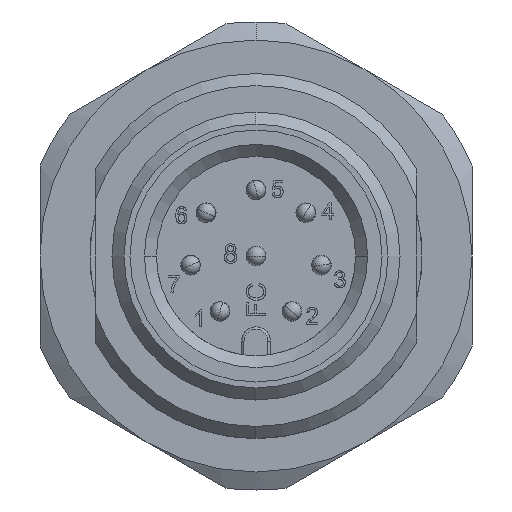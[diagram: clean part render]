
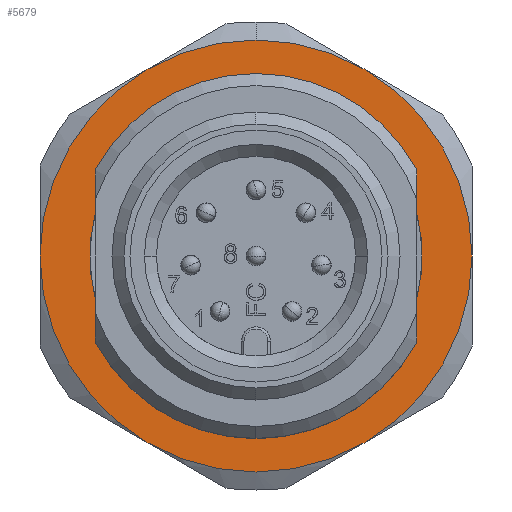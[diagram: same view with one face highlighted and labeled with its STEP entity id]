
A CAD part, left-side view. The second image highlights one B-rep face of the part: STEP entity #5679.
In plain terms, the highlighted planar face has unit normal (-1, 0, 0).
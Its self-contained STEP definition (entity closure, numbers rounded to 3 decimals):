
#960=DIRECTION('',(0.,0.,1.));
#961=VECTOR('',#960,1.817);
#962=CARTESIAN_POINT('',(15.5,-6.7,1.771));
#963=LINE('',#962,#961);
#964=DIRECTION('',(0.,0.,1.));
#965=VECTOR('',#964,1.817);
#966=CARTESIAN_POINT('',(15.5,-6.7,-3.587));
#967=LINE('',#966,#965);
#972=CARTESIAN_POINT('',(15.5,0.,0.));
#973=DIRECTION('',(-1.,0.,0.));
#974=DIRECTION('',(0.,1.,0.));
#975=AXIS2_PLACEMENT_3D('',#972,#973,#974);
#977=CARTESIAN_POINT('',(15.5,0.,0.));
#978=DIRECTION('',(-1.,0.,0.));
#979=DIRECTION('',(0.,0.5,0.866));
#980=AXIS2_PLACEMENT_3D('',#977,#978,#979);
#982=CARTESIAN_POINT('',(15.5,0.,0.));
#983=DIRECTION('',(-1.,0.,0.));
#984=DIRECTION('',(0.,0.,1.));
#985=AXIS2_PLACEMENT_3D('',#982,#983,#984);
#987=CARTESIAN_POINT('',(15.5,0.,0.));
#988=DIRECTION('',(-1.,0.,0.));
#989=DIRECTION('',(0.,-0.5,0.866));
#990=AXIS2_PLACEMENT_3D('',#987,#988,#989);
#992=CARTESIAN_POINT('',(15.5,0.,0.));
#993=DIRECTION('',(-1.,0.,0.));
#994=DIRECTION('',(0.,-1.,0.));
#995=AXIS2_PLACEMENT_3D('',#992,#993,#994);
#997=CARTESIAN_POINT('',(15.5,0.,0.));
#998=DIRECTION('',(-1.,0.,0.));
#999=DIRECTION('',(0.,-0.5,-0.866));
#1000=AXIS2_PLACEMENT_3D('',#997,#998,#999);
#1002=CARTESIAN_POINT('',(15.5,0.,0.));
#1003=DIRECTION('',(-1.,0.,0.));
#1004=DIRECTION('',(0.,0.,-1.));
#1005=AXIS2_PLACEMENT_3D('',#1002,#1003,#1004);
#1007=CARTESIAN_POINT('',(15.5,0.,0.));
#1008=DIRECTION('',(-1.,0.,0.));
#1009=DIRECTION('',(0.,0.5,-0.866));
#1010=AXIS2_PLACEMENT_3D('',#1007,#1008,#1009);
#1012=CARTESIAN_POINT('',(15.5,0.,0.));
#1013=DIRECTION('',(1.,0.,0.));
#1014=DIRECTION('',(0.,0.967,-0.255));
#1015=AXIS2_PLACEMENT_3D('',#1012,#1013,#1014);
#1017=CARTESIAN_POINT('',(15.5,0.,0.));
#1018=DIRECTION('',(1.,0.,0.));
#1019=DIRECTION('',(0.,-0.882,-0.472));
#1020=AXIS2_PLACEMENT_3D('',#1017,#1018,#1019);
#1022=CARTESIAN_POINT('',(15.5,0.,0.));
#1023=DIRECTION('',(1.,0.,0.));
#1024=DIRECTION('',(0.,-0.967,0.255));
#1025=AXIS2_PLACEMENT_3D('',#1022,#1023,#1024);
#1027=CARTESIAN_POINT('',(15.5,0.,0.));
#1028=DIRECTION('',(1.,0.,0.));
#1029=DIRECTION('',(0.,0.,1.));
#1030=AXIS2_PLACEMENT_3D('',#1027,#1028,#1029);
#1032=CARTESIAN_POINT('',(15.5,0.,0.));
#1033=DIRECTION('',(1.,0.,0.));
#1034=DIRECTION('',(0.,0.882,0.472));
#1035=AXIS2_PLACEMENT_3D('',#1032,#1033,#1034);
#1042=CARTESIAN_POINT('',(15.5,4.5,-7.794));
#1251=CARTESIAN_POINT('',(15.5,4.5,7.794));
#1317=CARTESIAN_POINT('',(15.5,9.,0.));
#2008=CARTESIAN_POINT('',(15.5,-4.5,-7.794));
#2075=DIRECTION('',(0.,0.,-1.));
#2076=VECTOR('',#2075,1.817);
#2077=CARTESIAN_POINT('',(15.5,6.7,-1.771));
#2078=LINE('',#2077,#2076);
#2079=DIRECTION('',(0.,0.,-1.));
#2080=VECTOR('',#2079,1.817);
#2081=CARTESIAN_POINT('',(15.5,6.7,3.587));
#2082=LINE('',#2081,#2080);
#4092=CARTESIAN_POINT('',(15.5,-6.7,-3.587));
#4094=VERTEX_POINT('',#4092);
#4165=VERTEX_POINT('',#1251);
#4224=CARTESIAN_POINT('',(15.5,-6.7,-1.771));
#4225=VERTEX_POINT('',#4224);
#4232=CARTESIAN_POINT('',(15.5,0.,9.));
#4233=VERTEX_POINT('',#4232);
#4282=CARTESIAN_POINT('',(15.5,6.7,-3.587));
#4284=VERTEX_POINT('',#4282);
#4287=CARTESIAN_POINT('',(15.5,6.7,-1.771));
#4289=VERTEX_POINT('',#4287);
#4359=CARTESIAN_POINT('',(15.5,-4.5,7.794));
#4360=VERTEX_POINT('',#4359);
#4497=VERTEX_POINT('',#1317);
#4604=VERTEX_POINT('',#2008);
#4640=CARTESIAN_POINT('',(15.5,6.7,3.587));
#4641=CARTESIAN_POINT('',(15.5,0.,7.6));
#4642=VERTEX_POINT('',#4640);
#4643=VERTEX_POINT('',#4641);
#4690=VERTEX_POINT('',#1042);
#4711=CARTESIAN_POINT('',(15.5,-9.,0.));
#4712=VERTEX_POINT('',#4711);
#4736=CARTESIAN_POINT('',(15.5,6.7,1.771));
#4737=VERTEX_POINT('',#4736);
#4778=CARTESIAN_POINT('',(15.5,-6.7,3.587));
#4780=VERTEX_POINT('',#4778);
#4862=CARTESIAN_POINT('',(15.5,-6.7,1.771));
#4863=VERTEX_POINT('',#4862);
#4906=CARTESIAN_POINT('',(15.5,0.,-9.));
#4907=VERTEX_POINT('',#4906);
#5638=CARTESIAN_POINT('',(15.5,0.,0.));
#5639=DIRECTION('',(1.,0.,0.));
#5640=DIRECTION('',(0.,0.,-1.));
#5641=AXIS2_PLACEMENT_3D('',#5638,#5639,#5640);
#5642=PLANE('',#5641);
#5644=ORIENTED_EDGE('',*,*,#5643,.F.);
#5646=ORIENTED_EDGE('',*,*,#5645,.F.);
#5648=ORIENTED_EDGE('',*,*,#5647,.F.);
#5650=ORIENTED_EDGE('',*,*,#5649,.F.);
#5652=ORIENTED_EDGE('',*,*,#5651,.F.);
#5654=ORIENTED_EDGE('',*,*,#5653,.F.);
#5656=ORIENTED_EDGE('',*,*,#5655,.F.);
#5658=ORIENTED_EDGE('',*,*,#5657,.F.);
#5659=EDGE_LOOP('',(#5644,#5646,#5648,#5650,#5652,#5654,#5656,#5658));
#5660=FACE_OUTER_BOUND('',#5659,.F.);
#5662=ORIENTED_EDGE('',*,*,#5661,.F.);
#5664=ORIENTED_EDGE('',*,*,#5663,.T.);
#5666=ORIENTED_EDGE('',*,*,#5665,.F.);
#5667=ORIENTED_EDGE('',*,*,#5625,.T.);
#5669=ORIENTED_EDGE('',*,*,#5668,.F.);
#5670=ORIENTED_EDGE('',*,*,#5613,.T.);
#5672=ORIENTED_EDGE('',*,*,#5671,.F.);
#5674=ORIENTED_EDGE('',*,*,#5673,.F.);
#5676=ORIENTED_EDGE('',*,*,#5675,.T.);
#5677=EDGE_LOOP('',(#5662,#5664,#5666,#5667,#5669,#5670,#5672,#5674,#5676));
#5678=FACE_BOUND('',#5677,.F.);
#5679=ADVANCED_FACE('',(#5660,#5678),#5642,.F.);
#976=CIRCLE('',#975,9.);
#981=CIRCLE('',#980,9.);
#986=CIRCLE('',#985,9.);
#991=CIRCLE('',#990,9.);
#996=CIRCLE('',#995,9.);
#1001=CIRCLE('',#1000,9.);
#1006=CIRCLE('',#1005,9.);
#1011=CIRCLE('',#1010,9.);
#1016=CIRCLE('',#1015,6.93);
#1021=CIRCLE('',#1020,7.6);
#1026=CIRCLE('',#1025,6.93);
#1031=CIRCLE('',#1030,7.6);
#1036=CIRCLE('',#1035,7.6);
#5613=EDGE_CURVE('',#4863,#4780,#963,.T.);
#5625=EDGE_CURVE('',#4094,#4225,#967,.T.);
#5643=EDGE_CURVE('',#4497,#4690,#976,.T.);
#5645=EDGE_CURVE('',#4165,#4497,#981,.T.);
#5647=EDGE_CURVE('',#4233,#4165,#986,.T.);
#5649=EDGE_CURVE('',#4360,#4233,#991,.T.);
#5651=EDGE_CURVE('',#4712,#4360,#996,.T.);
#5653=EDGE_CURVE('',#4604,#4712,#1001,.T.);
#5655=EDGE_CURVE('',#4907,#4604,#1006,.T.);
#5657=EDGE_CURVE('',#4690,#4907,#1011,.T.);
#5661=EDGE_CURVE('',#4289,#4737,#1016,.T.);
#5663=EDGE_CURVE('',#4289,#4284,#2078,.T.);
#5665=EDGE_CURVE('',#4094,#4284,#1021,.T.);
#5668=EDGE_CURVE('',#4863,#4225,#1026,.T.);
#5671=EDGE_CURVE('',#4643,#4780,#1031,.T.);
#5673=EDGE_CURVE('',#4642,#4643,#1036,.T.);
#5675=EDGE_CURVE('',#4642,#4737,#2082,.T.);
